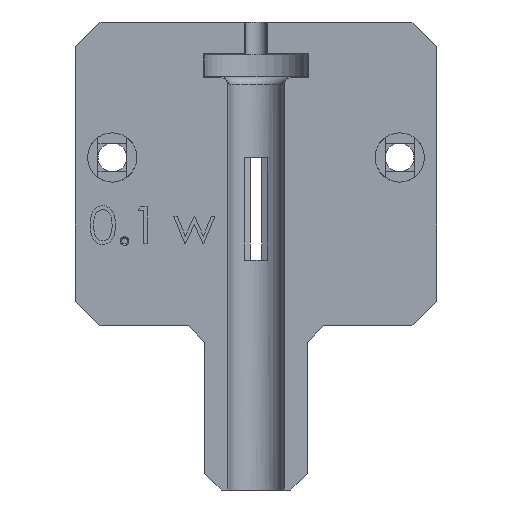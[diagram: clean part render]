
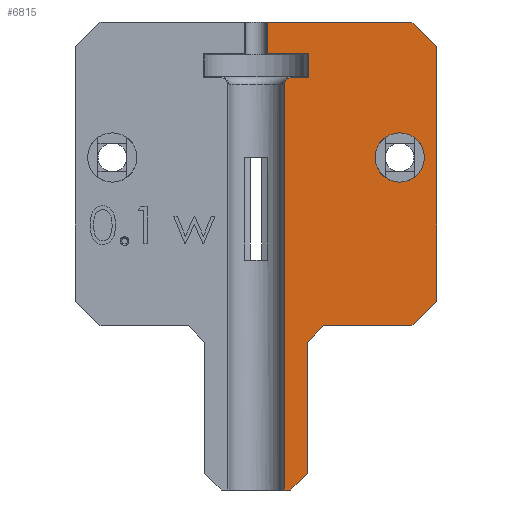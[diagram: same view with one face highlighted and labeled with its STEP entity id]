
A CAD part, front view. The second image highlights one B-rep face of the part: STEP entity #6815.
In plain terms, the highlighted planar face has unit normal (0, -1, 0).
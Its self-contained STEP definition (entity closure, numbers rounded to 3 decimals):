
#49 = LINE ( 'NONE', #1817, #4968 ) ;
#287 = LINE ( 'NONE', #7659, #2107 ) ;
#398 = VERTEX_POINT ( 'NONE', #2089 ) ;
#408 = ORIENTED_EDGE ( 'NONE', *, *, #3718, .F. ) ;
#419 = EDGE_CURVE ( 'NONE', #767, #6862, #1661, .T. ) ;
#426 = CARTESIAN_POINT ( 'NONE',  ( 4.3, -26.875, 12.35 ) ) ;
#488 = VECTOR ( 'NONE', #4486, 1000. ) ;
#530 = DIRECTION ( 'NONE',  ( -0.707, 0., 0.707 ) ) ;
#574 = CARTESIAN_POINT ( 'NONE',  ( 6.375, -26.875, -37. ) ) ;
#612 = LINE ( 'NONE', #574, #7974 ) ;
#629 = CARTESIAN_POINT ( 'NONE',  ( 6.25, -26.875, -19. ) ) ;
#657 = EDGE_CURVE ( 'NONE', #6862, #767, #6812, .T. ) ;
#666 = LINE ( 'NONE', #5658, #4365 ) ;
#686 = DIRECTION ( 'NONE',  ( 0., 0., -1. ) ) ;
#692 = ORIENTED_EDGE ( 'NONE', *, *, #2288, .T. ) ;
#767 = VERTEX_POINT ( 'NONE', #1352 ) ;
#880 = DIRECTION ( 'NONE',  ( 0., 0., -1. ) ) ;
#1056 = VERTEX_POINT ( 'NONE', #7962 ) ;
#1087 = EDGE_CURVE ( 'NONE', #7741, #6388, #666, .T. ) ;
#1094 = VERTEX_POINT ( 'NONE', #4401 ) ;
#1119 = CARTESIAN_POINT ( 'NONE',  ( 1.4, -26.875, 16.15 ) ) ;
#1187 = EDGE_CURVE ( 'NONE', #1664, #3046, #612, .T. ) ;
#1298 = DIRECTION ( 'NONE',  ( 1., 0., 0. ) ) ;
#1310 = DIRECTION ( 'NONE',  ( -1., 0., 0. ) ) ;
#1337 = VECTOR ( 'NONE', #686, 1000. ) ;
#1341 = EDGE_CURVE ( 'NONE', #398, #5466, #3871, .T. ) ;
#1352 = CARTESIAN_POINT ( 'NONE',  ( 17.5, -26.875, 0.5 ) ) ;
#1466 = CARTESIAN_POINT ( 'NONE',  ( 6.375, -26.875, -17. ) ) ;
#1477 = DIRECTION ( 'NONE',  ( 0., 1., 0. ) ) ;
#1556 = PLANE ( 'NONE',  #7933 ) ;
#1661 = CIRCLE ( 'NONE', #7068, 3. ) ;
#1664 = VERTEX_POINT ( 'NONE', #5920 ) ;
#1681 = DIRECTION ( 'NONE',  ( 0., -1., 0. ) ) ;
#1771 = EDGE_LOOP ( 'NONE', ( #2278, #6684 ) ) ;
#1817 = CARTESIAN_POINT ( 'NONE',  ( -22.5, -26.875, 20. ) ) ;
#1823 = DIRECTION ( 'NONE',  ( 0., 0., -1. ) ) ;
#1926 = CARTESIAN_POINT ( 'NONE',  ( 17.936, -26.875, -18.064 ) ) ;
#2006 = DIRECTION ( 'NONE',  ( 0., 0., -1. ) ) ;
#2034 = LINE ( 'NONE', #3917, #488 ) ;
#2089 = CARTESIAN_POINT ( 'NONE',  ( 22., -26.875, 17. ) ) ;
#2107 = VECTOR ( 'NONE', #4676, 1000. ) ;
#2165 = FACE_BOUND ( 'NONE', #1771, .T. ) ;
#2278 = ORIENTED_EDGE ( 'NONE', *, *, #657, .T. ) ;
#2288 = EDGE_CURVE ( 'NONE', #6388, #3630, #6327, .T. ) ;
#2303 = CARTESIAN_POINT ( 'NONE',  ( 6.4, -26.875, 16.15 ) ) ;
#2536 = ORIENTED_EDGE ( 'NONE', *, *, #6289, .T. ) ;
#2711 = ORIENTED_EDGE ( 'NONE', *, *, #7393, .F. ) ;
#2755 = DIRECTION ( 'NONE',  ( 0., 0., -1. ) ) ;
#2756 = ORIENTED_EDGE ( 'NONE', *, *, #4473, .T. ) ;
#2900 = ORIENTED_EDGE ( 'NONE', *, *, #3164, .T. ) ;
#2986 = DIRECTION ( 'NONE',  ( 0.707, 0., 0.707 ) ) ;
#3046 = VERTEX_POINT ( 'NONE', #7477 ) ;
#3091 = ORIENTED_EDGE ( 'NONE', *, *, #1341, .T. ) ;
#3154 = DIRECTION ( 'NONE',  ( 0., 0., -1. ) ) ;
#3164 = EDGE_CURVE ( 'NONE', #4791, #1664, #3835, .T. ) ;
#3176 = ORIENTED_EDGE ( 'NONE', *, *, #3513, .T. ) ;
#3179 = VECTOR ( 'NONE', #6845, 1000. ) ;
#3207 = ORIENTED_EDGE ( 'NONE', *, *, #3456, .T. ) ;
#3446 = VECTOR ( 'NONE', #1823, 1000. ) ;
#3456 = EDGE_CURVE ( 'NONE', #3046, #6521, #287, .T. ) ;
#3513 = EDGE_CURVE ( 'NONE', #3903, #1056, #4913, .T. ) ;
#3523 = CARTESIAN_POINT ( 'NONE',  ( 17.5, -26.875, 6.5 ) ) ;
#3569 = AXIS2_PLACEMENT_3D ( 'NONE', #426, #5293, #2755 ) ;
#3630 = VERTEX_POINT ( 'NONE', #7906 ) ;
#3631 = ORIENTED_EDGE ( 'NONE', *, *, #1087, .T. ) ;
#3718 = EDGE_CURVE ( 'NONE', #398, #6680, #7084, .T. ) ;
#3793 = CARTESIAN_POINT ( 'NONE',  ( 3.45, -26.875, -6.502 ) ) ;
#3802 = DIRECTION ( 'NONE',  ( 1., 0., 0. ) ) ;
#3835 = LINE ( 'NONE', #3793, #4677 ) ;
#3871 = LINE ( 'NONE', #7705, #5782 ) ;
#3903 = VERTEX_POINT ( 'NONE', #629 ) ;
#3917 = CARTESIAN_POINT ( 'NONE',  ( 6.25, -26.875, -6.502 ) ) ;
#3942 = ORIENTED_EDGE ( 'NONE', *, *, #5131, .T. ) ;
#3947 = ORIENTED_EDGE ( 'NONE', *, *, #1187, .T. ) ;
#4019 = DIRECTION ( 'NONE',  ( 0., 0., -1. ) ) ;
#4210 = VECTOR ( 'NONE', #3802, 1000. ) ;
#4252 = DIRECTION ( 'NONE',  ( 0., 1., 0. ) ) ;
#4261 = CARTESIAN_POINT ( 'NONE',  ( 6.25, -26.875, -35. ) ) ;
#4349 = EDGE_CURVE ( 'NONE', #3903, #6521, #2034, .T. ) ;
#4351 = CARTESIAN_POINT ( 'NONE',  ( 19., -26.875, -17. ) ) ;
#4353 = CARTESIAN_POINT ( 'NONE',  ( 4.3, -26.875, 13.2 ) ) ;
#4365 = VECTOR ( 'NONE', #5581, 1000. ) ;
#4401 = CARTESIAN_POINT ( 'NONE',  ( 1.4, -26.875, 20. ) ) ;
#4473 = EDGE_CURVE ( 'NONE', #1094, #7741, #7345, .T. ) ;
#4486 = DIRECTION ( 'NONE',  ( 0., 0., -1. ) ) ;
#4489 = LINE ( 'NONE', #7440, #5892 ) ;
#4676 = DIRECTION ( 'NONE',  ( 0.707, 0., 0.707 ) ) ;
#4677 = VECTOR ( 'NONE', #3154, 1000. ) ;
#4746 = AXIS2_PLACEMENT_3D ( 'NONE', #5468, #4252, #6642 ) ;
#4772 = VERTEX_POINT ( 'NONE', #4351 ) ;
#4791 = VERTEX_POINT ( 'NONE', #4874 ) ;
#4874 = CARTESIAN_POINT ( 'NONE',  ( 3.45, -26.875, 12.35 ) ) ;
#4878 = DIRECTION ( 'NONE',  ( 1., 0., 0. ) ) ;
#4913 = LINE ( 'NONE', #5448, #7264 ) ;
#4948 = ORIENTED_EDGE ( 'NONE', *, *, #6271, .T. ) ;
#4968 = VECTOR ( 'NONE', #4878, 1000. ) ;
#4983 = LINE ( 'NONE', #1926, #3179 ) ;
#5131 = EDGE_CURVE ( 'NONE', #4772, #6680, #4983, .T. ) ;
#5293 = DIRECTION ( 'NONE',  ( 0., -1., 0. ) ) ;
#5448 = CARTESIAN_POINT ( 'NONE',  ( 6.25, -26.875, -19. ) ) ;
#5466 = VERTEX_POINT ( 'NONE', #7418 ) ;
#5468 = CARTESIAN_POINT ( 'NONE',  ( 17.5, -26.875, 3.5 ) ) ;
#5471 = VERTEX_POINT ( 'NONE', #4353 ) ;
#5581 = DIRECTION ( 'NONE',  ( 1., 0., 0. ) ) ;
#5658 = CARTESIAN_POINT ( 'NONE',  ( 6.25, -26.875, 16.15 ) ) ;
#5694 = EDGE_LOOP ( 'NONE', ( #2536, #2900, #3947, #3207, #6136, #3176, #7517, #3942, #408, #3091, #2711, #2756, #3631, #692, #4948 ) ) ;
#5781 = LINE ( 'NONE', #1466, #4210 ) ;
#5782 = VECTOR ( 'NONE', #530, 1000. ) ;
#5832 = CARTESIAN_POINT ( 'NONE',  ( 6.4, -26.875, -6.502 ) ) ;
#5892 = VECTOR ( 'NONE', #1310, 1000. ) ;
#5895 = VECTOR ( 'NONE', #880, 1000. ) ;
#5915 = CARTESIAN_POINT ( 'NONE',  ( 6.375, -26.875, -6.502 ) ) ;
#5920 = CARTESIAN_POINT ( 'NONE',  ( 3.45, -26.875, -37. ) ) ;
#6136 = ORIENTED_EDGE ( 'NONE', *, *, #4349, .F. ) ;
#6222 = CARTESIAN_POINT ( 'NONE',  ( 1.4, -26.875, -6.502 ) ) ;
#6254 = EDGE_CURVE ( 'NONE', #1056, #4772, #5781, .T. ) ;
#6271 = EDGE_CURVE ( 'NONE', #3630, #5471, #4489, .T. ) ;
#6289 = EDGE_CURVE ( 'NONE', #5471, #4791, #6542, .T. ) ;
#6293 = CARTESIAN_POINT ( 'NONE',  ( 22., -26.875, -6.502 ) ) ;
#6327 = LINE ( 'NONE', #5832, #5895 ) ;
#6357 = CARTESIAN_POINT ( 'NONE',  ( 22., -26.875, -14. ) ) ;
#6388 = VERTEX_POINT ( 'NONE', #2303 ) ;
#6521 = VERTEX_POINT ( 'NONE', #4261 ) ;
#6542 = CIRCLE ( 'NONE', #3569, 0.85 ) ;
#6642 = DIRECTION ( 'NONE',  ( 0., 0., -1. ) ) ;
#6680 = VERTEX_POINT ( 'NONE', #6357 ) ;
#6684 = ORIENTED_EDGE ( 'NONE', *, *, #419, .T. ) ;
#6812 = CIRCLE ( 'NONE', #4746, 3. ) ;
#6815 = ADVANCED_FACE ( 'NONE', ( #7087, #2165 ), #1556, .T. ) ;
#6845 = DIRECTION ( 'NONE',  ( 0.707, 0., 0.707 ) ) ;
#6862 = VERTEX_POINT ( 'NONE', #3523 ) ;
#7006 = CARTESIAN_POINT ( 'NONE',  ( 17.5, -26.875, 3.5 ) ) ;
#7068 = AXIS2_PLACEMENT_3D ( 'NONE', #7006, #1477, #2006 ) ;
#7084 = LINE ( 'NONE', #6293, #1337 ) ;
#7087 = FACE_OUTER_BOUND ( 'NONE', #5694, .T. ) ;
#7264 = VECTOR ( 'NONE', #2986, 1000. ) ;
#7345 = LINE ( 'NONE', #6222, #3446 ) ;
#7393 = EDGE_CURVE ( 'NONE', #1094, #5466, #49, .T. ) ;
#7418 = CARTESIAN_POINT ( 'NONE',  ( 19., -26.875, 20. ) ) ;
#7440 = CARTESIAN_POINT ( 'NONE',  ( 6.375, -26.875, 13.2 ) ) ;
#7477 = CARTESIAN_POINT ( 'NONE',  ( 4.25, -26.875, -37. ) ) ;
#7517 = ORIENTED_EDGE ( 'NONE', *, *, #6254, .T. ) ;
#7659 = CARTESIAN_POINT ( 'NONE',  ( 20.562, -26.875, -20.689 ) ) ;
#7705 = CARTESIAN_POINT ( 'NONE',  ( 25.938, -26.875, 13.062 ) ) ;
#7741 = VERTEX_POINT ( 'NONE', #1119 ) ;
#7906 = CARTESIAN_POINT ( 'NONE',  ( 6.4, -26.875, 13.2 ) ) ;
#7933 = AXIS2_PLACEMENT_3D ( 'NONE', #5915, #1681, #4019 ) ;
#7962 = CARTESIAN_POINT ( 'NONE',  ( 8.25, -26.875, -17. ) ) ;
#7974 = VECTOR ( 'NONE', #1298, 1000. ) ;
